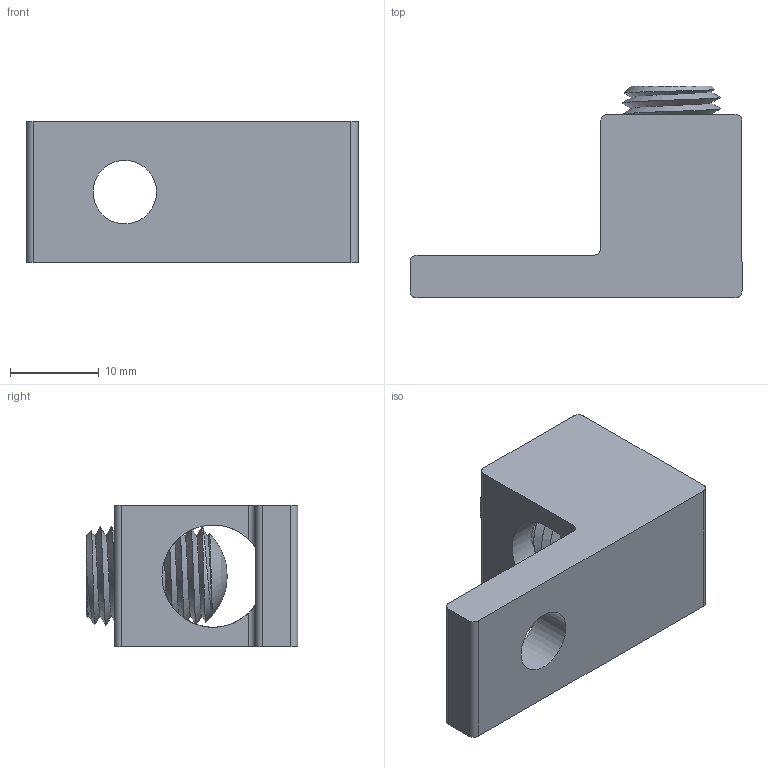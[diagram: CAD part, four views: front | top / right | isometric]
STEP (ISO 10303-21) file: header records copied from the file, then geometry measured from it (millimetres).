
FILE_DESCRIPTION(/* description */ (''),/* implementation_level */ '2;1');
FILE_NAME(/* name */ 'S2-0-HEX Assembly.stp',/* time_stamp */ '2016-01-28T10:50:31-05:00',/* author */ ('tsmith'),/* organization */ (''),/* preprocessor_version */ 'ST-DEVELOPER v15.6',/* originating_system */ 'Autodesk Inventor 2015',/* authorisation */ '');
FILE_SCHEMA (('AUTOMOTIVE_DESIGN { 1 0 10303 214 3 1 1 }'));
Length unit declared in the file: inch
Products named in the file (3): S2-0; 11703; S2-0-HEX Assembly
Assembly tree (2 placements, depth 2):
  S2-0-HEX Assembly
    S2-0
    11703
Bounding box: 37.31 x 23.8 x 15.88 mm (x, y, z)
Volume: 5492 mm3; surface area: 4209.8 mm2
Topology: 2 solids, 2 shells, 42 faces, 114 edges, 75 vertices
Faces by surface type: plane 18, cylinder 13, cone 8, bspline 2, sphere 1
Full cylindrical faces by diameter (mm): 4.648 x1, 7.137 x1, 9.728 x1, 11.506 x1
Entity records: 3473 total; most frequent: CARTESIAN_POINT 2465, ORIENTED_EDGE 190, DIRECTION 190, EDGE_CURVE 95, AXIS2_PLACEMENT_3D 74, VERTEX_POINT 66, EDGE_LOOP 57, LINE 42
